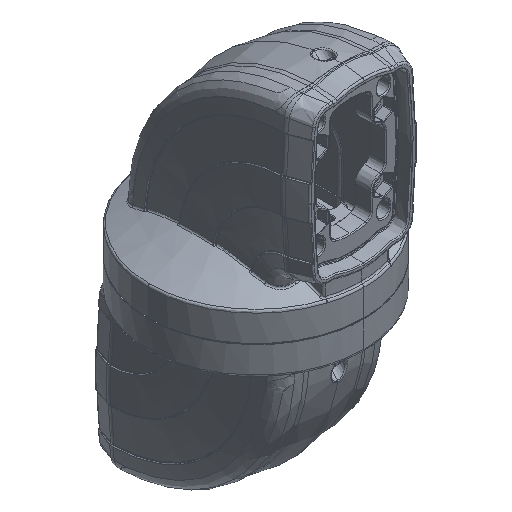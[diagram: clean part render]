
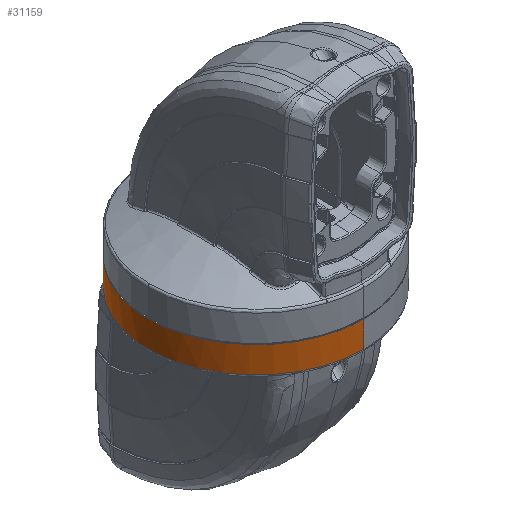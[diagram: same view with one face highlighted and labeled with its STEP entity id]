
A CAD part, isometric view. The second image highlights one B-rep face of the part: STEP entity #31159.
In plain terms, the highlighted cylindrical face has radius 59.5 mm (diameter 119 mm), a partial arc.
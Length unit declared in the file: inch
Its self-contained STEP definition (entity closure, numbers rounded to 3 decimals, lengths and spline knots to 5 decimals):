
#25 = DIRECTION ( 'NONE',  ( 1., 0., 0. ) ) ;
#947 = DIRECTION ( 'NONE',  ( 0., 0., 1. ) ) ;
#1800 = VERTEX_POINT ( 'NONE', #75572 ) ;
#3981 = ORIENTED_EDGE ( 'NONE', *, *, #22137, .F. ) ;
#5730 = EDGE_CURVE ( 'NONE', #6024, #83749, #26189, .T. ) ;
#6024 = VERTEX_POINT ( 'NONE', #56821 ) ;
#6851 = CARTESIAN_POINT ( 'NONE',  ( -0.92158, -0.6074, 0.10909 ) ) ;
#7502 = CARTESIAN_POINT ( 'NONE',  ( -0.7595, 1.03813, 0.10909 ) ) ;
#9465 = CARTESIAN_POINT ( 'NONE',  ( -0.99651, 0.15332, 0.10909 ) ) ;
#10162 = ORIENTED_EDGE ( 'NONE', *, *, #78070, .F. ) ;
#14507 = CARTESIAN_POINT ( 'NONE',  ( 0.6478, 2.23598, -0.46185 ) ) ;
#16808 = CARTESIAN_POINT ( 'NONE',  ( 1.34617, 2.34252, 0.10909 ) ) ;
#20026 = CARTESIAN_POINT ( 'NONE',  ( -0.20193, 1.76488, 0.10909 ) ) ;
#22028 = VERTEX_POINT ( 'NONE', #87832 ) ;
#22137 = EDGE_CURVE ( 'NONE', #1800, #83749, #65863, .T. ) ;
#26189 = CIRCLE ( 'NONE', #51530, 2.34252 ) ;
#27984 = CARTESIAN_POINT ( 'NONE',  ( -0.92158, 0.6074, 0.10909 ) ) ;
#28309 = VECTOR ( 'NONE', #114780, 39.37008 ) ;
#28652 = CARTESIAN_POINT ( 'NONE',  ( -0.20193, -1.76488, 0.10909 ) ) ;
#29301 = CARTESIAN_POINT ( 'NONE',  ( -0.68688, -1.174, 0.10909 ) ) ;
#31159 = ADVANCED_FACE ( 'NONE', ( #31406 ), #51221, .T. ) ;
#31349 = EDGE_CURVE ( 'NONE', #129248, #1800, #86713, .T. ) ;
#31406 = FACE_OUTER_BOUND ( 'NONE', #42723, .T. ) ;
#37279 = CARTESIAN_POINT ( 'NONE',  ( 0.59133, 2.22292, 0.10909 ) ) ;
#37910 = CARTESIAN_POINT ( 'NONE',  ( 0.73876, -2.26763, 0.10909 ) ) ;
#38552 = CARTESIAN_POINT ( 'NONE',  ( -0.41877, 1.54805, 0.10909 ) ) ;
#39222 = CARTESIAN_POINT ( 'NONE',  ( -0.5165, -1.42896, 0.10909 ) ) ;
#39708 = DIRECTION ( 'NONE',  ( 0., 0., 1. ) ) ;
#42723 = EDGE_LOOP ( 'NONE', ( #90299, #3981, #86251, #10162, #72487, #52678 ) ) ;
#48233 = CARTESIAN_POINT ( 'NONE',  ( 1.34622, 0., -0.46185 ) ) ;
#49132 = CARTESIAN_POINT ( 'NONE',  ( -0.5165, 1.42896, 0.10909 ) ) ;
#51221 = CYLINDRICAL_SURFACE ( 'NONE', #112510, 2.34252 ) ;
#51530 = AXIS2_PLACEMENT_3D ( 'NONE', #78133, #58913, #25 ) ;
#52678 = ORIENTED_EDGE ( 'NONE', *, *, #107439, .F. ) ;
#54174 = CARTESIAN_POINT ( 'NONE',  ( 0.6581, 2.23917, -0.46185 ) ) ;
#56821 = CARTESIAN_POINT ( 'NONE',  ( 0.6478, 2.23598, -0.46185 ) ) ;
#57726 = CARTESIAN_POINT ( 'NONE',  ( -0.99651, -0.15332, 0.10909 ) ) ;
#58913 = DIRECTION ( 'NONE',  ( 0., 0., 1. ) ) ;
#62060 = VECTOR ( 'NONE', #39708, 39.37008 ) ;
#65760 = EDGE_CURVE ( 'NONE', #22028, #124489, #68385, .T. ) ;
#65863 = LINE ( 'NONE', #85734, #28309 ) ;
#66226 = LINE ( 'NONE', #106551, #62060 ) ;
#68063 = DIRECTION ( 'NONE',  ( 1., 0., 0. ) ) ;
#68317 = CARTESIAN_POINT ( 'NONE',  ( -0.7595, -1.03813, 0.10909 ) ) ;
#68385 = CIRCLE ( 'NONE', #93674, 2.34252 ) ;
#68984 = CARTESIAN_POINT ( 'NONE',  ( 0.30802, -2.10558, 0.10909 ) ) ;
#72487 = ORIENTED_EDGE ( 'NONE', *, *, #65760, .T. ) ;
#75572 = CARTESIAN_POINT ( 'NONE',  ( 1.34617, -2.34252, 0.10909 ) ) ;
#77614 = CARTESIAN_POINT ( 'NONE',  ( 0.17215, -2.03296, 0.10909 ) ) ;
#78070 = EDGE_CURVE ( 'NONE', #22028, #129248, #66226, .T. ) ;
#78133 = CARTESIAN_POINT ( 'NONE',  ( 1.34622, 0., -0.46185 ) ) ;
#78260 = CARTESIAN_POINT ( 'NONE',  ( -0.08283, -1.86261, 0.10909 ) ) ;
#78894 = CARTESIAN_POINT ( 'NONE',  ( 1.03952, -2.32744, 0.10909 ) ) ;
#83749 = VERTEX_POINT ( 'NONE', #120022 ) ;
#85734 = CARTESIAN_POINT ( 'NONE',  ( 1.34617, -2.34252, -0.49737 ) ) ;
#86251 = ORIENTED_EDGE ( 'NONE', *, *, #31349, .F. ) ;
#86713 = B_SPLINE_CURVE_WITH_KNOTS ( 'NONE', 3,
 ( #88197, #98729, #89478, #130443, #37279, #108641, #119864, #119208, #20026, #38552, #49132, #129779, #7502, #87543, #27984, #100006, #9465, #57726, #109299, #6851, #128475, #68317, #29301, #39222, #109937, #28652, #78260, #77614, #68984, #120500, #37910, #78894, #88838, #98070 ),
 .UNSPECIFIED., .F., .F.,
 ( 4, 2, 2, 2, 2, 2, 2, 2, 2, 2, 2, 2, 2, 2, 2, 2, 4 ),
 ( 0., 0.0625, 0.125, 0.1875, 0.25, 0.3125, 0.375, 0.4375, 0.5, 0.5625, 0.625, 0.6875, 0.75, 0.8125, 0.875, 0.9375, 1. ),
 .UNSPECIFIED. ) ;
#87543 = CARTESIAN_POINT ( 'NONE',  ( -0.87686, 0.75483, 0.10909 ) ) ;
#87832 = CARTESIAN_POINT ( 'NONE',  ( 1.34617, 2.34252, -0.46185 ) ) ;
#88197 = CARTESIAN_POINT ( 'NONE',  ( 1.34617, 2.34252, 0.10909 ) ) ;
#88838 = CARTESIAN_POINT ( 'NONE',  ( 1.19284, -2.34253, 0.10909 ) ) ;
#89478 = CARTESIAN_POINT ( 'NONE',  ( 1.03952, 2.32744, 0.10909 ) ) ;
#90299 = ORIENTED_EDGE ( 'NONE', *, *, #5730, .T. ) ;
#92210 = DIRECTION ( 'NONE',  ( 1., 0., 0. ) ) ;
#93674 = AXIS2_PLACEMENT_3D ( 'NONE', #48233, #96543, #68063 ) ;
#95153 = CARTESIAN_POINT ( 'NONE',  ( 0.65467, 2.23812, -0.46185 ) ) ;
#96543 = DIRECTION ( 'NONE',  ( 0., 0., 1. ) ) ;
#98070 = CARTESIAN_POINT ( 'NONE',  ( 1.34617, -2.34252, 0.10909 ) ) ;
#98729 = CARTESIAN_POINT ( 'NONE',  ( 1.19284, 2.34253, 0.10909 ) ) ;
#100006 = CARTESIAN_POINT ( 'NONE',  ( -0.98141, 0.30664, 0.10909 ) ) ;
#103428 = CARTESIAN_POINT ( 'NONE',  ( 1.34622, 0., -0.49737 ) ) ;
#106551 = CARTESIAN_POINT ( 'NONE',  ( 1.34617, 2.34252, -0.49737 ) ) ;
#107439 = EDGE_CURVE ( 'NONE', #6024, #124489, #127243, .T. ) ;
#108641 = CARTESIAN_POINT ( 'NONE',  ( 0.30802, 2.10558, 0.10909 ) ) ;
#109299 = CARTESIAN_POINT ( 'NONE',  ( -0.98141, -0.30664, 0.10909 ) ) ;
#109937 = CARTESIAN_POINT ( 'NONE',  ( -0.41877, -1.54805, 0.10909 ) ) ;
#112510 = AXIS2_PLACEMENT_3D ( 'NONE', #103428, #947, #92210 ) ;
#114780 = DIRECTION ( 'NONE',  ( 0., 0., -1. ) ) ;
#114974 = CARTESIAN_POINT ( 'NONE',  ( 0.65123, 2.23705, -0.46185 ) ) ;
#119208 = CARTESIAN_POINT ( 'NONE',  ( -0.08283, 1.86261, 0.10909 ) ) ;
#119864 = CARTESIAN_POINT ( 'NONE',  ( 0.17215, 2.03296, 0.10909 ) ) ;
#120022 = CARTESIAN_POINT ( 'NONE',  ( 1.34617, -2.34252, -0.46185 ) ) ;
#120500 = CARTESIAN_POINT ( 'NONE',  ( 0.59133, -2.22292, 0.10909 ) ) ;
#122129 = CARTESIAN_POINT ( 'NONE',  ( 0.6581, 2.23917, -0.46185 ) ) ;
#124489 = VERTEX_POINT ( 'NONE', #122129 ) ;
#127243 = B_SPLINE_CURVE_WITH_KNOTS ( 'NONE', 3,
 ( #14507, #114974, #95153, #54174 ),
 .UNSPECIFIED., .F., .F.,
 ( 4, 4 ),
 ( 0., 1. ),
 .UNSPECIFIED. ) ;
#128475 = CARTESIAN_POINT ( 'NONE',  ( -0.87686, -0.75483, 0.10909 ) ) ;
#129248 = VERTEX_POINT ( 'NONE', #16808 ) ;
#129779 = CARTESIAN_POINT ( 'NONE',  ( -0.68688, 1.174, 0.10909 ) ) ;
#130443 = CARTESIAN_POINT ( 'NONE',  ( 0.73876, 2.26763, 0.10909 ) ) ;
